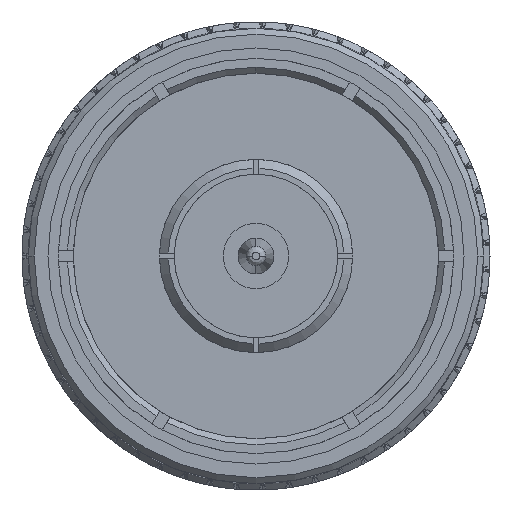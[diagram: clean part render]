
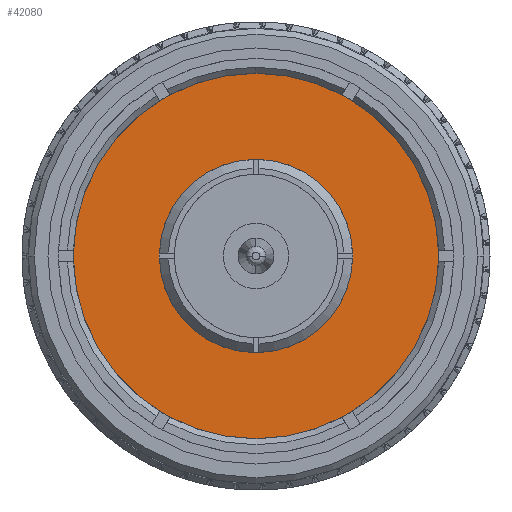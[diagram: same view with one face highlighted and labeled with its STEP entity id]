
A CAD part, left-side view. The second image highlights one B-rep face of the part: STEP entity #42080.
In plain terms, the highlighted planar face has unit normal (-1, 0, 0).
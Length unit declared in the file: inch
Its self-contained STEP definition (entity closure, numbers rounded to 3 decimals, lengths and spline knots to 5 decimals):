
#221 = CIRCLE ( 'NONE', #37846, 0.1625 ) ;
#1412 = DIRECTION ( 'NONE',  ( 1., 0., 0. ) ) ;
#4895 = CARTESIAN_POINT ( 'NONE',  ( 0.38, 0., 0. ) ) ;
#7499 = DIRECTION ( 'NONE',  ( 1., 0., 0. ) ) ;
#10172 = VERTEX_POINT ( 'NONE', #49152 ) ;
#12463 = CARTESIAN_POINT ( 'NONE',  ( 0.38, 0., 0.1625 ) ) ;
#15545 = VERTEX_POINT ( 'NONE', #29791 ) ;
#16173 = CARTESIAN_POINT ( 'NONE',  ( 0.38, 0., 0. ) ) ;
#17239 = FACE_OUTER_BOUND ( 'NONE', #84173, .T. ) ;
#19655 = CIRCLE ( 'NONE', #38379, 0.3075 ) ;
#23102 = CIRCLE ( 'NONE', #55925, 0.1625 ) ;
#23994 = EDGE_CURVE ( 'NONE', #15545, #10172, #66717, .T. ) ;
#24132 = DIRECTION ( 'NONE',  ( 0., 0., 1. ) ) ;
#27498 = DIRECTION ( 'NONE',  ( 0., 0., -1. ) ) ;
#28310 = ORIENTED_EDGE ( 'NONE', *, *, #55027, .F. ) ;
#29791 = CARTESIAN_POINT ( 'NONE',  ( 0.38, 0., 0.3075 ) ) ;
#30028 = EDGE_CURVE ( 'NONE', #64039, #67329, #23102, .T. ) ;
#34490 = EDGE_LOOP ( 'NONE', ( #78313, #41806 ) ) ;
#34851 = DIRECTION ( 'NONE',  ( 1., 0., 0. ) ) ;
#36502 = CARTESIAN_POINT ( 'NONE',  ( 0.38, 0., 0. ) ) ;
#37301 = DIRECTION ( 'NONE',  ( 1., 0., 0. ) ) ;
#37846 = AXIS2_PLACEMENT_3D ( 'NONE', #83260, #37301, #76401 ) ;
#38379 = AXIS2_PLACEMENT_3D ( 'NONE', #36502, #7499, #66352 ) ;
#41806 = ORIENTED_EDGE ( 'NONE', *, *, #71284, .T. ) ;
#42080 = ADVANCED_FACE ( 'NONE', ( #75512, #17239 ), #69134, .T. ) ;
#49152 = CARTESIAN_POINT ( 'NONE',  ( 0.38, 0., -0.3075 ) ) ;
#55027 = EDGE_CURVE ( 'NONE', #10172, #15545, #19655, .T. ) ;
#55925 = AXIS2_PLACEMENT_3D ( 'NONE', #4895, #34851, #27498 ) ;
#64039 = VERTEX_POINT ( 'NONE', #65452 ) ;
#65452 = CARTESIAN_POINT ( 'NONE',  ( 0.38, 0., -0.1625 ) ) ;
#66352 = DIRECTION ( 'NONE',  ( 0., 0., 1. ) ) ;
#66717 = CIRCLE ( 'NONE', #80775, 0.3075 ) ;
#67329 = VERTEX_POINT ( 'NONE', #12463 ) ;
#69134 = PLANE ( 'NONE',  #73900 ) ;
#71284 = EDGE_CURVE ( 'NONE', #67329, #64039, #221, .T. ) ;
#73900 = AXIS2_PLACEMENT_3D ( 'NONE', #76987, #76001, #24132 ) ;
#74949 = DIRECTION ( 'NONE',  ( 0., 0., 1. ) ) ;
#75512 = FACE_BOUND ( 'NONE', #34490, .T. ) ;
#76001 = DIRECTION ( 'NONE',  ( -1., 0., 0. ) ) ;
#76401 = DIRECTION ( 'NONE',  ( 0., 0., -1. ) ) ;
#76987 = CARTESIAN_POINT ( 'NONE',  ( 0.38, 0., 0. ) ) ;
#78313 = ORIENTED_EDGE ( 'NONE', *, *, #30028, .T. ) ;
#80775 = AXIS2_PLACEMENT_3D ( 'NONE', #16173, #1412, #74949 ) ;
#83260 = CARTESIAN_POINT ( 'NONE',  ( 0.38, 0., 0. ) ) ;
#83458 = ORIENTED_EDGE ( 'NONE', *, *, #23994, .F. ) ;
#84173 = EDGE_LOOP ( 'NONE', ( #28310, #83458 ) ) ;
